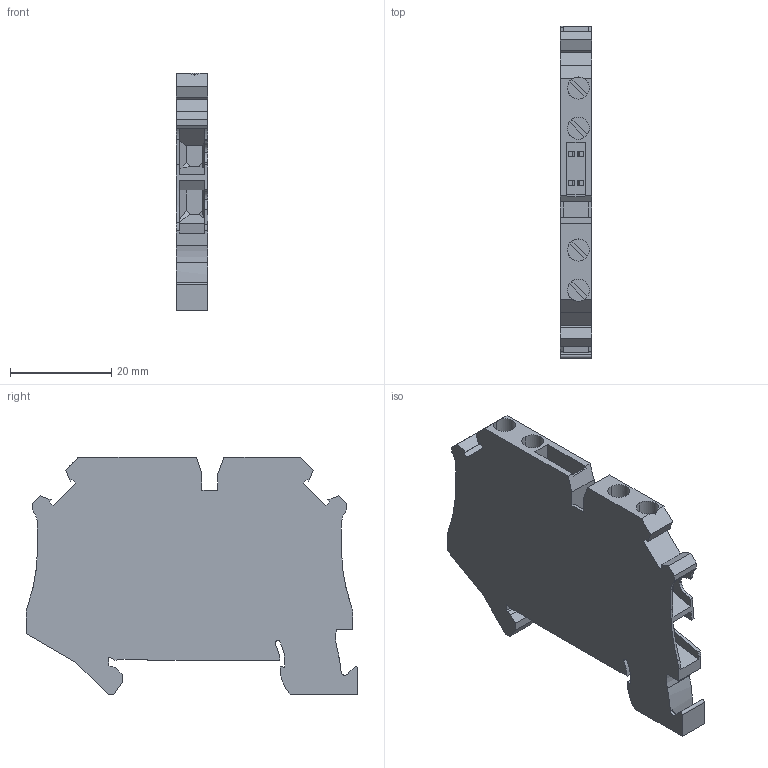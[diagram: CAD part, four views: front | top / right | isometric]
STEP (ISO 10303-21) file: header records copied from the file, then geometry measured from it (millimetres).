
FILE_DESCRIPTION(('Creo Elements/Direct Modeling STEP Export'),'2;1');
FILE_NAME('model.stp','2019-03-21T 9:00:33',(''),(''),'Creo Elements/Direct Modeling STEP processor for AP214 (Solid Model)','Creo Elements/Direct Modeling 20.1A 29-Sep-2018 (C) Parametric Technology GmbH','');
FILE_SCHEMA(('AUTOMOTIVE_DESIGN { 1 0 10303 214 1 1 1 1 }'));
Length unit declared in the file: millimetre
Products named in the file (2): UT_4-QUATTRO-TG-select
Assembly tree (1 placements, depth 2):
  UT_4-QUATTRO-TG-select
    UT_4-QUATTRO-TG-select
Bounding box: 6.15 x 65.4 x 46.85 mm (x, y, z)
Volume: 12044.9 mm3; surface area: 8344.1 mm2
Topology: 1 solids, 1 shells, 233 faces, 663 edges, 438 vertices
Faces by surface type: plane 193, cylinder 40
Entity records: 9160 total; most frequent: ORIENTED_EDGE 1326, CARTESIAN_POINT 1300, DIRECTION 1171, EDGE_CURVE 663, VECTOR 553, LINE 553, VERTEX_POINT 438, AXIS2_PLACEMENT_3D 309
